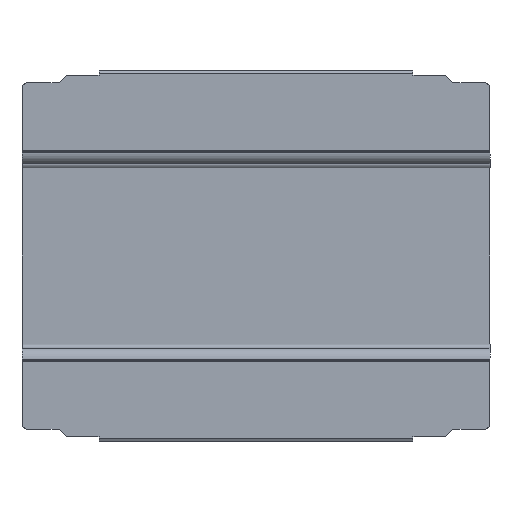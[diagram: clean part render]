
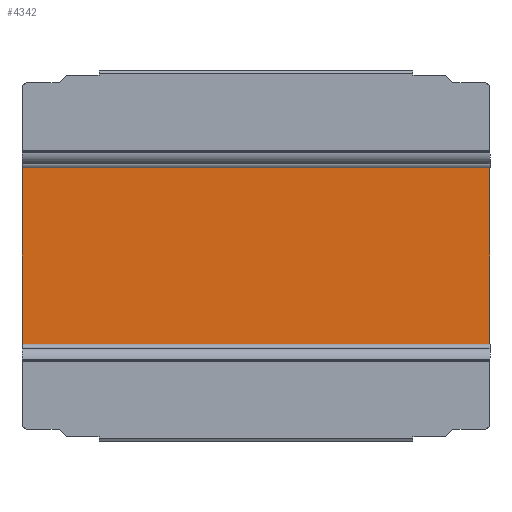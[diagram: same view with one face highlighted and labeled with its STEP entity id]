
A CAD part, front view. The second image highlights one B-rep face of the part: STEP entity #4342.
In plain terms, the highlighted planar face has unit normal (0, -1, 0).
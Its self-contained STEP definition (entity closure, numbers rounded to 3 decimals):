
#194 = CARTESIAN_POINT ( 'NONE',  ( -34.2, 5.2, 6.65 ) ) ;
#195 = CARTESIAN_POINT ( 'NONE',  ( -34.2, 5.2, -6.65 ) ) ;
#308 = CARTESIAN_POINT ( 'NONE',  ( -65.8, 5.2, -6.65 ) ) ;
#309 = CARTESIAN_POINT ( 'NONE',  ( -65.8, 5.2, 6.65 ) ) ;
#1197 = CARTESIAN_POINT ( 'NONE',  ( -34.2, 5.2, -7. ) ) ;
#1206 = DIRECTION ( 'NONE',  ( 0., 0., 1. ) ) ;
#2085 = CARTESIAN_POINT ( 'NONE',  ( -65.8, 5.2, -7. ) ) ;
#2086 = DIRECTION ( 'NONE',  ( 0., 0., -1. ) ) ;
#3496 = LINE ( 'NONE', #9265, #3497 ) ;
#3497 = VECTOR ( 'NONE', #9267, 1000. ) ;
#3566 = VECTOR ( 'NONE', #9493, 1000. ) ;
#3568 = LINE ( 'NONE', #9479, #3566 ) ;
#4342 = ADVANCED_FACE ( 'NONE', ( #19341 ), #21488, .F. ) ;
#4564 = EDGE_LOOP ( 'NONE', ( #7256, #7257, #7258, #7259 ) ) ;
#4938 = VERTEX_POINT ( 'NONE', #194 ) ;
#4939 = VERTEX_POINT ( 'NONE', #195 ) ;
#5052 = VERTEX_POINT ( 'NONE', #308 ) ;
#5053 = VERTEX_POINT ( 'NONE', #309 ) ;
#5640 = EDGE_CURVE ( 'NONE', #4939, #4938, #19513, .T. ) ;
#5756 = EDGE_CURVE ( 'NONE', #5053, #5052, #19618, .T. ) ;
#6756 = EDGE_CURVE ( 'NONE', #5052, #4939, #3496, .T. ) ;
#6800 = EDGE_CURVE ( 'NONE', #4938, #5053, #3568, .T. ) ;
#7256 = ORIENTED_EDGE ( 'NONE', *, *, #5640, .T. ) ;
#7257 = ORIENTED_EDGE ( 'NONE', *, *, #6800, .T. ) ;
#7258 = ORIENTED_EDGE ( 'NONE', *, *, #5756, .T. ) ;
#7259 = ORIENTED_EDGE ( 'NONE', *, *, #6756, .T. ) ;
#9265 = CARTESIAN_POINT ( 'NONE',  ( -34.2, 5.2, -6.65 ) ) ;
#9267 = DIRECTION ( 'NONE',  ( 1., 0., 0. ) ) ;
#9479 = CARTESIAN_POINT ( 'NONE',  ( -65.8, 5.2, 6.65 ) ) ;
#9493 = DIRECTION ( 'NONE',  ( -1., 0., 0. ) ) ;
#19341 = FACE_OUTER_BOUND ( 'NONE', #4564, .T. ) ;
#19513 = LINE ( 'NONE', #1197, #19515 ) ;
#19515 = VECTOR ( 'NONE', #1206, 1000. ) ;
#19618 = LINE ( 'NONE', #2085, #19655 ) ;
#19655 = VECTOR ( 'NONE', #2086, 1000. ) ;
#19736 = AXIS2_PLACEMENT_3D ( 'NONE', #21487, #21490, #21491 ) ;
#21487 = CARTESIAN_POINT ( 'NONE',  ( 0., 5.2, -7. ) ) ;
#21488 = PLANE ( 'NONE',  #19736 ) ;
#21490 = DIRECTION ( 'NONE',  ( 0., 1., 0. ) ) ;
#21491 = DIRECTION ( 'NONE',  ( 0., 0., 1. ) ) ;
